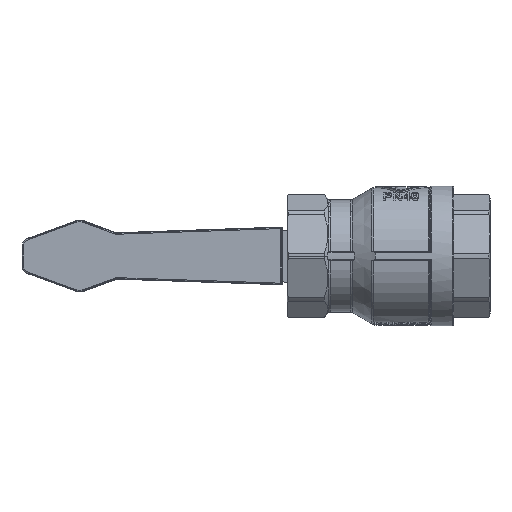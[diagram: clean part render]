
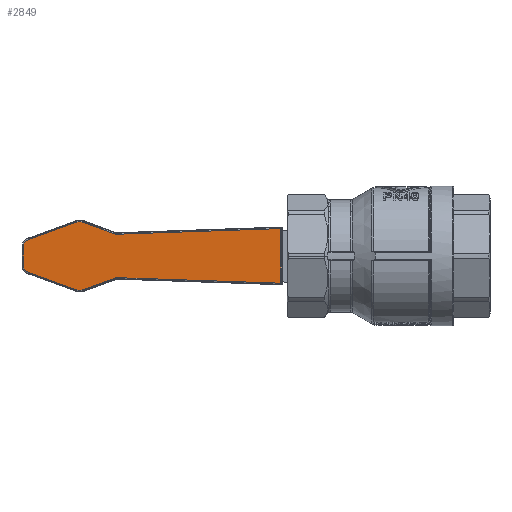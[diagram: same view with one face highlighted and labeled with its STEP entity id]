
A CAD part, front view. The second image highlights one B-rep face of the part: STEP entity #2849.
In plain terms, the highlighted planar face has unit normal (-0.035, -0.999, 0).
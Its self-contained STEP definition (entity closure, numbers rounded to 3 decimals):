
#2849=ADVANCED_FACE('',(#6054),#6055,.T.);
#6054=FACE_OUTER_BOUND('',#12041,.T.);
#6055=PLANE('',#12042);
#12041=EDGE_LOOP('',(#20526,#20527,#20528,#20529,#20530,#20531,#20532,#20533,#20534,#20535,#20536,#20537,#20538,#20539));
#12042=AXIS2_PLACEMENT_3D('',#20540,#20541,#20542);
#20526=ORIENTED_EDGE('',*,*,#23313,.F.);
#20527=ORIENTED_EDGE('',*,*,#26367,.F.);
#20528=ORIENTED_EDGE('',*,*,#23343,.F.);
#20529=ORIENTED_EDGE('',*,*,#26368,.F.);
#20530=ORIENTED_EDGE('',*,*,#23338,.F.);
#20531=ORIENTED_EDGE('',*,*,#26369,.F.);
#20532=ORIENTED_EDGE('',*,*,#23333,.F.);
#20533=ORIENTED_EDGE('',*,*,#26370,.F.);
#20534=ORIENTED_EDGE('',*,*,#23328,.F.);
#20535=ORIENTED_EDGE('',*,*,#26371,.F.);
#20536=ORIENTED_EDGE('',*,*,#23323,.F.);
#20537=ORIENTED_EDGE('',*,*,#26372,.F.);
#20538=ORIENTED_EDGE('',*,*,#23318,.F.);
#20539=ORIENTED_EDGE('',*,*,#26373,.F.);
#20540=CARTESIAN_POINT('',(-45.062,87.888,-0.79));
#20541=DIRECTION('',(-0.035,-0.999,0.));
#20542=DIRECTION('',(-0.999,0.035,0.));
#23313=EDGE_CURVE('',#27560,#27562,#27563,.T.);
#23318=EDGE_CURVE('',#27569,#27571,#27572,.T.);
#23323=EDGE_CURVE('',#27578,#27580,#27581,.T.);
#23328=EDGE_CURVE('',#27587,#27589,#27590,.T.);
#23333=EDGE_CURVE('',#27596,#27598,#27599,.T.);
#23338=EDGE_CURVE('',#27605,#27607,#27608,.T.);
#23343=EDGE_CURVE('',#27614,#27616,#27617,.T.);
#26367=EDGE_CURVE('',#27616,#27560,#32081,.T.);
#26368=EDGE_CURVE('',#27607,#27614,#32082,.T.);
#26369=EDGE_CURVE('',#27598,#27605,#32083,.T.);
#26370=EDGE_CURVE('',#27589,#27596,#32084,.T.);
#26371=EDGE_CURVE('',#27580,#27587,#32085,.T.);
#26372=EDGE_CURVE('',#27571,#27578,#32086,.T.);
#26373=EDGE_CURVE('',#27562,#27569,#32087,.T.);
#27560=VERTEX_POINT('',#33829);
#27562=VERTEX_POINT('',#33831);
#27563=LINE('',#33832,#33833);
#27569=VERTEX_POINT('',#33840);
#27571=VERTEX_POINT('',#33842);
#27572=LINE('',#33843,#33844);
#27578=VERTEX_POINT('',#33851);
#27580=VERTEX_POINT('',#33853);
#27581=LINE('',#33854,#33855);
#27587=VERTEX_POINT('',#33862);
#27589=VERTEX_POINT('',#33864);
#27590=LINE('',#33865,#33866);
#27596=VERTEX_POINT('',#33873);
#27598=VERTEX_POINT('',#33875);
#27599=LINE('',#33876,#33877);
#27605=VERTEX_POINT('',#33884);
#27607=VERTEX_POINT('',#33886);
#27608=LINE('',#33887,#33888);
#27614=VERTEX_POINT('',#33895);
#27616=VERTEX_POINT('',#33897);
#27617=LINE('',#33898,#33899);
#32081=LINE('',#44384,#44385);
#32082=CIRCLE('',#44386,1.5);
#32083=CIRCLE('',#44387,2.5);
#32084=CIRCLE('',#44388,2.5);
#32085=CIRCLE('',#44389,2.5);
#32086=CIRCLE('',#44390,2.5);
#32087=CIRCLE('',#44391,1.5);
#33829=CARTESIAN_POINT('',(-35.592,87.558,-8.971));
#33831=CARTESIAN_POINT('',(-89.688,89.447,-7.145));
#33832=CARTESIAN_POINT('',(-28.416,87.307,-9.213));
#33833=VECTOR('',#47051,54.16);
#33840=CARTESIAN_POINT('',(-90.252,89.466,-7.235));
#33842=CARTESIAN_POINT('',(-101.197,89.849,-11.221));
#33843=CARTESIAN_POINT('',(-69.083,88.727,0.475));
#33844=VECTOR('',#47059,11.655);
#33851=CARTESIAN_POINT('',(-102.906,89.908,-11.221));
#33853=CARTESIAN_POINT('',(-118.896,90.467,-5.397));
#33854=CARTESIAN_POINT('',(-78.701,89.063,-20.036));
#33855=VECTOR('',#47067,17.027);
#33862=CARTESIAN_POINT('',(-120.54,90.524,-3.048));
#33864=CARTESIAN_POINT('',(-120.54,90.524,3.048));
#33865=CARTESIAN_POINT('',(-120.54,90.524,-2.619));
#33866=VECTOR('',#47075,6.096);
#33873=CARTESIAN_POINT('',(-118.896,90.467,5.397));
#33875=CARTESIAN_POINT('',(-102.906,89.908,11.221));
#33876=CARTESIAN_POINT('',(-87.949,89.386,16.668));
#33877=VECTOR('',#47083,17.027);
#33884=CARTESIAN_POINT('',(-101.197,89.849,11.221));
#33886=CARTESIAN_POINT('',(-90.349,89.47,7.27));
#33887=CARTESIAN_POINT('',(-74.826,88.928,1.617));
#33888=VECTOR('',#47091,11.551);
#33895=CARTESIAN_POINT('',(-89.785,89.45,7.181));
#33897=CARTESIAN_POINT('',(-35.592,87.558,9.051));
#33898=CARTESIAN_POINT('',(-67.781,88.682,7.94));
#33899=VECTOR('',#47099,54.258);
#44384=CARTESIAN_POINT('',(-35.592,87.558,-0.395));
#44385=VECTOR('',#49792,18.022);
#44386=AXIS2_PLACEMENT_3D('',#49793,#49794,#49795);
#44387=AXIS2_PLACEMENT_3D('',#49796,#49797,#49798);
#44388=AXIS2_PLACEMENT_3D('',#49799,#49800,#49801);
#44389=AXIS2_PLACEMENT_3D('',#49802,#49803,#49804);
#44390=AXIS2_PLACEMENT_3D('',#49805,#49806,#49807);
#44391=AXIS2_PLACEMENT_3D('',#49808,#49809,#49810);
#47051=DIRECTION('',(-0.999,0.035,0.034));
#47059=DIRECTION('',(-0.939,0.033,-0.342));
#47067=DIRECTION('',(-0.939,0.033,0.342));
#47075=DIRECTION('',(0.,0.,1.0));
#47083=DIRECTION('',(0.939,-0.033,0.342));
#47091=DIRECTION('',(0.939,-0.033,-0.342));
#47099=DIRECTION('',(0.999,-0.035,0.034));
#49792=DIRECTION('',(0.,0.,-1.0));
#49793=CARTESIAN_POINT('',(-89.836,89.452,8.68));
#49794=DIRECTION('',(-0.035,-0.999,0.));
#49795=DIRECTION('',(-0.157,0.005,-0.988));
#49796=CARTESIAN_POINT('',(-102.051,89.878,8.872));
#49797=DIRECTION('',(0.035,0.999,0.));
#49798=DIRECTION('',(0.,0.,1.0));
#49799=CARTESIAN_POINT('',(-118.041,90.437,3.048));
#49800=DIRECTION('',(0.035,0.999,0.));
#49801=DIRECTION('',(-0.819,0.029,0.574));
#49802=CARTESIAN_POINT('',(-118.041,90.437,-3.048));
#49803=DIRECTION('',(0.035,0.999,0.));
#49804=DIRECTION('',(-0.819,0.029,-0.574));
#49805=CARTESIAN_POINT('',(-102.051,89.878,-8.872));
#49806=DIRECTION('',(0.035,0.999,0.));
#49807=DIRECTION('',(0.,0.,-1.0));
#49808=CARTESIAN_POINT('',(-89.739,89.448,-8.644));
#49809=DIRECTION('',(-0.035,-0.999,0.));
#49810=DIRECTION('',(-0.157,0.005,0.988));
